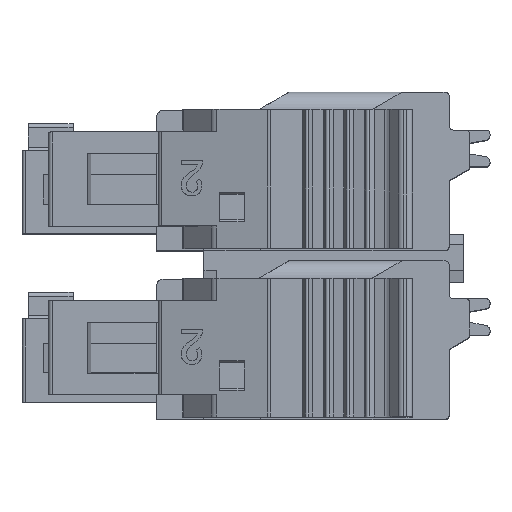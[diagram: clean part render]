
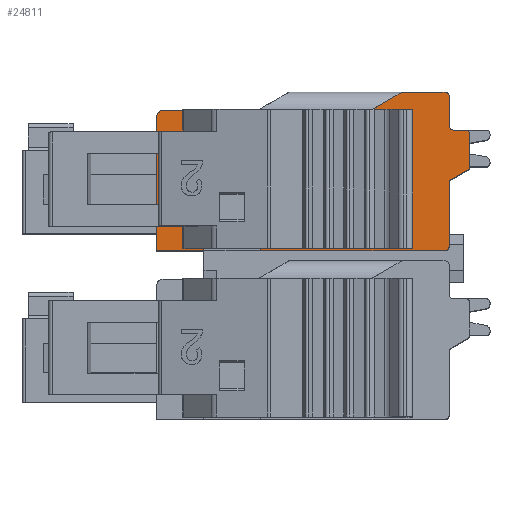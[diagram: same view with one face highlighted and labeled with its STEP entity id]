
A CAD part, top view. The second image highlights one B-rep face of the part: STEP entity #24811.
In plain terms, the highlighted planar face has unit normal (0, 0, 1).
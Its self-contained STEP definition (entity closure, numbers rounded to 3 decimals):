
#2261=DIRECTION('',(0.,-1.,0.));
#2262=VECTOR('',#2261,6.75);
#2263=CARTESIAN_POINT('',(26.932,23.438,23.275));
#2264=LINE('',#2263,#2262);
#2265=DIRECTION('',(1.,0.,0.));
#2266=VECTOR('',#2265,2.497);
#2267=CARTESIAN_POINT('',(27.901,23.438,23.275));
#2268=LINE('',#2267,#2266);
#2269=DIRECTION('',(0.866,0.5,0.));
#2270=VECTOR('',#2269,1.8);
#2271=CARTESIAN_POINT('',(30.397,23.438,23.275));
#2272=LINE('',#2271,#2270);
#2273=DIRECTION('',(1.,0.,0.));
#2274=VECTOR('',#2273,2.1);
#2275=CARTESIAN_POINT('',(31.956,24.338,23.275));
#2276=LINE('',#2275,#2274);
#2277=CARTESIAN_POINT('',(34.056,24.138,23.275));
#2278=DIRECTION('',(0.,0.,-1.));
#2279=DIRECTION('',(0.,1.,0.));
#2280=AXIS2_PLACEMENT_3D('',#2277,#2278,#2279);
#2282=DIRECTION('',(0.,-1.,0.));
#2283=VECTOR('',#2282,1.45);
#2284=CARTESIAN_POINT('',(34.256,24.138,23.275));
#2285=LINE('',#2284,#2283);
#2286=CARTESIAN_POINT('',(34.456,22.688,23.275));
#2287=DIRECTION('',(0.,0.,1.));
#2288=DIRECTION('',(-1.,0.,0.));
#2289=AXIS2_PLACEMENT_3D('',#2286,#2287,#2288);
#2291=DIRECTION('',(1.,0.,0.));
#2292=VECTOR('',#2291,0.6);
#2293=CARTESIAN_POINT('',(34.456,22.488,23.275));
#2294=LINE('',#2293,#2292);
#2295=CARTESIAN_POINT('',(35.056,22.288,23.275));
#2296=DIRECTION('',(0.,0.,-1.));
#2297=DIRECTION('',(0.,1.,0.));
#2298=AXIS2_PLACEMENT_3D('',#2295,#2296,#2297);
#2300=DIRECTION('',(0.,-1.,0.));
#2301=VECTOR('',#2300,1.585);
#2302=CARTESIAN_POINT('',(35.256,22.288,23.275));
#2303=LINE('',#2302,#2301);
#2304=CARTESIAN_POINT('',(35.056,20.703,23.275));
#2305=DIRECTION('',(0.,0.,-1.));
#2306=DIRECTION('',(1.,0.,0.));
#2307=AXIS2_PLACEMENT_3D('',#2304,#2305,#2306);
#2309=DIRECTION('',(-0.866,-0.5,0.));
#2310=VECTOR('',#2309,0.924);
#2311=CARTESIAN_POINT('',(35.156,20.53,23.275));
#2312=LINE('',#2311,#2310);
#2313=CARTESIAN_POINT('',(34.456,19.895,23.275));
#2314=DIRECTION('',(0.,0.,1.));
#2315=DIRECTION('',(-0.5,0.866,0.));
#2316=AXIS2_PLACEMENT_3D('',#2313,#2314,#2315);
#2318=DIRECTION('',(0.,-1.,0.));
#2319=VECTOR('',#2318,3.107);
#2320=CARTESIAN_POINT('',(34.256,19.895,23.275));
#2321=LINE('',#2320,#2319);
#2322=CARTESIAN_POINT('',(34.056,16.788,23.275));
#2323=DIRECTION('',(0.,0.,-1.));
#2324=DIRECTION('',(1.,0.,0.));
#2325=AXIS2_PLACEMENT_3D('',#2322,#2323,#2324);
#2327=DIRECTION('',(-1.,0.,0.));
#2328=VECTOR('',#2327,14.1);
#2329=CARTESIAN_POINT('',(34.056,16.588,23.275));
#2330=LINE('',#2329,#2328);
#2331=DIRECTION('',(0.,1.,0.));
#2332=VECTOR('',#2331,6.55);
#2333=CARTESIAN_POINT('',(19.956,16.588,23.275));
#2334=LINE('',#2333,#2332);
#2335=CARTESIAN_POINT('',(20.256,23.138,23.275));
#2336=DIRECTION('',(0.,0.,-1.));
#2337=DIRECTION('',(-1.,0.,0.));
#2338=AXIS2_PLACEMENT_3D('',#2335,#2336,#2337);
#2340=DIRECTION('',(1.,0.,0.));
#2341=VECTOR('',#2340,6.676);
#2342=CARTESIAN_POINT('',(20.256,23.438,23.275));
#2343=LINE('',#2342,#2341);
#2344=DIRECTION('',(0.,-1.,0.));
#2345=VECTOR('',#2344,5.73);
#2346=CARTESIAN_POINT('',(22.765,22.468,23.275));
#2347=LINE('',#2346,#2345);
#2348=DIRECTION('',(0.,1.,0.));
#2349=VECTOR('',#2348,5.73);
#2350=CARTESIAN_POINT('',(24.486,16.738,23.275));
#2351=LINE('',#2350,#2349);
#2360=DIRECTION('',(0.,-1.,0.));
#2361=VECTOR('',#2360,6.75);
#2362=CARTESIAN_POINT('',(27.901,23.438,23.275));
#2363=LINE('',#2362,#2361);
#2509=DIRECTION('',(-1.,0.,0.));
#2510=VECTOR('',#2509,0.968);
#2511=CARTESIAN_POINT('',(27.901,16.688,23.275));
#2512=LINE('',#2511,#2510);
#3767=DIRECTION('',(-1.,0.,0.));
#3768=VECTOR('',#3767,1.721);
#3769=CARTESIAN_POINT('',(24.486,16.738,23.275));
#3770=LINE('',#3769,#3768);
#3783=DIRECTION('',(1.,0.,0.));
#3784=VECTOR('',#3783,1.721);
#3785=CARTESIAN_POINT('',(22.765,22.468,23.275));
#3786=LINE('',#3785,#3784);
#17465=CARTESIAN_POINT('',(19.956,16.588,23.275));
#17467=VERTEX_POINT('',#17465);
#17468=CARTESIAN_POINT('',(34.056,16.588,23.275));
#17469=VERTEX_POINT('',#17468);
#17546=CARTESIAN_POINT('',(19.956,23.138,23.275));
#17547=VERTEX_POINT('',#17546);
#17852=CARTESIAN_POINT('',(30.397,23.438,23.275));
#17853=VERTEX_POINT('',#17852);
#17854=CARTESIAN_POINT('',(27.901,23.438,23.275));
#17855=VERTEX_POINT('',#17854);
#17862=CARTESIAN_POINT('',(26.932,23.438,23.275));
#17863=VERTEX_POINT('',#17862);
#17864=CARTESIAN_POINT('',(20.256,23.438,23.275));
#17865=VERTEX_POINT('',#17864);
#17910=CARTESIAN_POINT('',(34.056,24.338,23.275));
#17912=VERTEX_POINT('',#17910);
#17914=CARTESIAN_POINT('',(31.956,24.338,23.275));
#17915=VERTEX_POINT('',#17914);
#18056=CARTESIAN_POINT('',(34.256,22.688,23.275));
#18057=VERTEX_POINT('',#18056);
#18058=CARTESIAN_POINT('',(34.256,24.138,23.275));
#18059=VERTEX_POINT('',#18058);
#18156=CARTESIAN_POINT('',(34.256,16.788,23.275));
#18157=VERTEX_POINT('',#18156);
#18158=CARTESIAN_POINT('',(34.256,19.895,23.275));
#18159=VERTEX_POINT('',#18158);
#19145=CARTESIAN_POINT('',(26.932,16.688,23.275));
#19146=VERTEX_POINT('',#19145);
#19147=CARTESIAN_POINT('',(27.901,16.688,23.275));
#19148=VERTEX_POINT('',#19147);
#19149=CARTESIAN_POINT('',(34.456,22.488,23.275));
#19150=VERTEX_POINT('',#19149);
#19151=CARTESIAN_POINT('',(35.056,22.488,23.275));
#19152=VERTEX_POINT('',#19151);
#19153=CARTESIAN_POINT('',(35.256,22.288,23.275));
#19154=VERTEX_POINT('',#19153);
#19155=CARTESIAN_POINT('',(35.256,20.703,23.275));
#19156=VERTEX_POINT('',#19155);
#19157=CARTESIAN_POINT('',(35.156,20.53,23.275));
#19158=VERTEX_POINT('',#19157);
#19159=CARTESIAN_POINT('',(34.356,20.068,23.275));
#19160=VERTEX_POINT('',#19159);
#19161=CARTESIAN_POINT('',(22.765,22.468,23.275));
#19162=CARTESIAN_POINT('',(22.765,16.738,23.275));
#19163=VERTEX_POINT('',#19161);
#19164=VERTEX_POINT('',#19162);
#19165=CARTESIAN_POINT('',(24.486,16.738,23.275));
#19166=VERTEX_POINT('',#19165);
#19167=CARTESIAN_POINT('',(24.486,22.468,23.275));
#19168=VERTEX_POINT('',#19167);
#24762=CARTESIAN_POINT('',(26.228,21.108,23.275));
#24763=DIRECTION('',(0.,0.,1.));
#24764=DIRECTION('',(1.,0.,0.));
#24765=AXIS2_PLACEMENT_3D('',#24762,#24763,#24764);
#24766=PLANE('',#24765);
#24768=ORIENTED_EDGE('',*,*,#24767,.T.);
#24770=ORIENTED_EDGE('',*,*,#24769,.F.);
#24772=ORIENTED_EDGE('',*,*,#24771,.F.);
#24773=ORIENTED_EDGE('',*,*,#24238,.T.);
#24775=ORIENTED_EDGE('',*,*,#24774,.T.);
#24776=ORIENTED_EDGE('',*,*,#24326,.T.);
#24777=ORIENTED_EDGE('',*,*,#24443,.T.);
#24778=ORIENTED_EDGE('',*,*,#24478,.T.);
#24780=ORIENTED_EDGE('',*,*,#24779,.T.);
#24782=ORIENTED_EDGE('',*,*,#24781,.T.);
#24784=ORIENTED_EDGE('',*,*,#24783,.T.);
#24786=ORIENTED_EDGE('',*,*,#24785,.T.);
#24788=ORIENTED_EDGE('',*,*,#24787,.T.);
#24789=ORIENTED_EDGE('',*,*,#24754,.T.);
#24790=ORIENTED_EDGE('',*,*,#24743,.T.);
#24791=ORIENTED_EDGE('',*,*,#22255,.T.);
#24793=ORIENTED_EDGE('',*,*,#24792,.T.);
#24794=ORIENTED_EDGE('',*,*,#23815,.T.);
#24795=ORIENTED_EDGE('',*,*,#23882,.T.);
#24797=ORIENTED_EDGE('',*,*,#24796,.T.);
#24798=ORIENTED_EDGE('',*,*,#24248,.T.);
#24799=EDGE_LOOP('',(#24768,#24770,#24772,#24773,#24775,#24776,#24777,#24778,
#24780,#24782,#24784,#24786,#24788,#24789,#24790,#24791,#24793,#24794,#24795,
#24797,#24798));
#24800=FACE_OUTER_BOUND('',#24799,.F.);
#24802=ORIENTED_EDGE('',*,*,#24801,.T.);
#24804=ORIENTED_EDGE('',*,*,#24803,.F.);
#24806=ORIENTED_EDGE('',*,*,#24805,.T.);
#24808=ORIENTED_EDGE('',*,*,#24807,.F.);
#24809=EDGE_LOOP('',(#24802,#24804,#24806,#24808));
#24810=FACE_BOUND('',#24809,.F.);
#2281=CIRCLE('',#2280,0.2);
#2290=CIRCLE('',#2289,0.2);
#2299=CIRCLE('',#2298,0.2);
#2308=CIRCLE('',#2307,0.2);
#2317=CIRCLE('',#2316,0.2);
#2326=CIRCLE('',#2325,0.2);
#2339=CIRCLE('',#2338,0.3);
#22255=EDGE_CURVE('',#18159,#18157,#2321,.T.);
#23815=EDGE_CURVE('',#17469,#17467,#2330,.T.);
#23882=EDGE_CURVE('',#17467,#17547,#2334,.T.);
#24238=EDGE_CURVE('',#17855,#17853,#2268,.T.);
#24248=EDGE_CURVE('',#17865,#17863,#2343,.T.);
#24326=EDGE_CURVE('',#17915,#17912,#2276,.T.);
#24443=EDGE_CURVE('',#17912,#18059,#2281,.T.);
#24478=EDGE_CURVE('',#18059,#18057,#2285,.T.);
#24743=EDGE_CURVE('',#19160,#18159,#2317,.T.);
#24754=EDGE_CURVE('',#19158,#19160,#2312,.T.);
#24767=EDGE_CURVE('',#17863,#19146,#2264,.T.);
#24769=EDGE_CURVE('',#19148,#19146,#2512,.T.);
#24771=EDGE_CURVE('',#17855,#19148,#2363,.T.);
#24774=EDGE_CURVE('',#17853,#17915,#2272,.T.);
#24779=EDGE_CURVE('',#18057,#19150,#2290,.T.);
#24781=EDGE_CURVE('',#19150,#19152,#2294,.T.);
#24783=EDGE_CURVE('',#19152,#19154,#2299,.T.);
#24785=EDGE_CURVE('',#19154,#19156,#2303,.T.);
#24787=EDGE_CURVE('',#19156,#19158,#2308,.T.);
#24792=EDGE_CURVE('',#18157,#17469,#2326,.T.);
#24796=EDGE_CURVE('',#17547,#17865,#2339,.T.);
#24801=EDGE_CURVE('',#19163,#19164,#2347,.T.);
#24803=EDGE_CURVE('',#19166,#19164,#3770,.T.);
#24805=EDGE_CURVE('',#19166,#19168,#2351,.T.);
#24807=EDGE_CURVE('',#19163,#19168,#3786,.T.);
#24811=ADVANCED_FACE('',(#24800,#24810),#24766,.T.);
